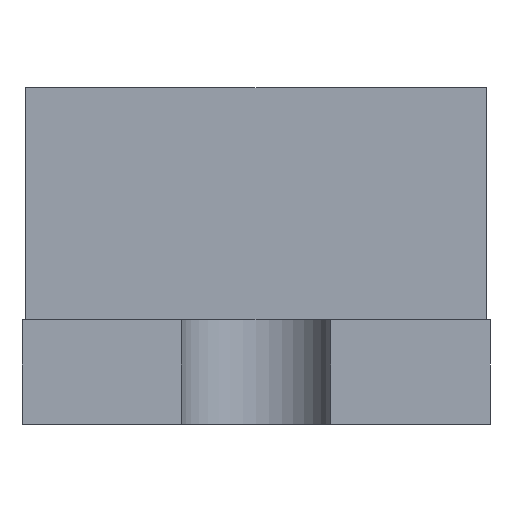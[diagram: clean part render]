
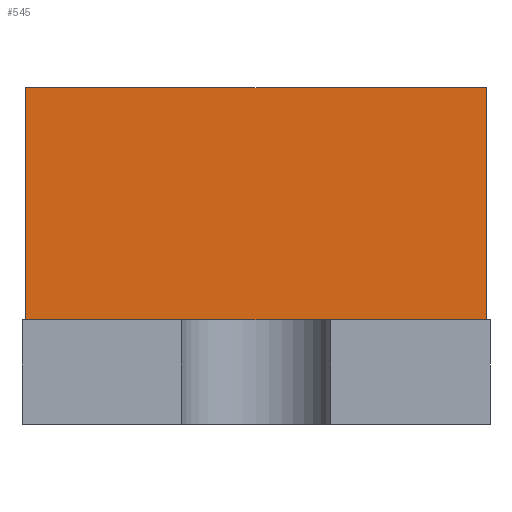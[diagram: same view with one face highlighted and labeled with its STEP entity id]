
A CAD part, front view. The second image highlights one B-rep face of the part: STEP entity #545.
In plain terms, the highlighted planar face has unit normal (0, -1, 0).
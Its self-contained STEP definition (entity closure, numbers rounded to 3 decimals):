
#30=PLANE('',#596);
#56=FACE_OUTER_BOUND('',#84,.T.);
#84=EDGE_LOOP('',(#451,#452,#453,#454));
#154=LINE('',#858,#222);
#155=LINE('',#861,#223);
#158=LINE('',#867,#226);
#159=LINE('',#868,#227);
#222=VECTOR('',#702,1.);
#223=VECTOR('',#705,1.);
#226=VECTOR('',#710,1.);
#227=VECTOR('',#711,1.);
#276=VERTEX_POINT('',#852);
#278=VERTEX_POINT('',#856);
#279=VERTEX_POINT('',#860);
#281=VERTEX_POINT('',#866);
#342=EDGE_CURVE('',#276,#278,#154,.T.);
#343=EDGE_CURVE('',#279,#276,#155,.T.);
#346=EDGE_CURVE('',#281,#278,#158,.T.);
#347=EDGE_CURVE('',#279,#281,#159,.T.);
#451=ORIENTED_EDGE('',*,*,#342,.T.);
#452=ORIENTED_EDGE('',*,*,#346,.F.);
#453=ORIENTED_EDGE('',*,*,#347,.F.);
#454=ORIENTED_EDGE('',*,*,#343,.T.);
#545=ADVANCED_FACE('',(#56),#30,.F.);
#596=AXIS2_PLACEMENT_3D('',#865,#708,#709);
#702=DIRECTION('',(1.,0.,0.));
#705=DIRECTION('',(0.,0.,-1.));
#708=DIRECTION('center_axis',(0.,1.,0.));
#709=DIRECTION('ref_axis',(0.,0.,-1.));
#710=DIRECTION('',(0.,0.,-1.));
#711=DIRECTION('',(1.,0.,0.));
#852=CARTESIAN_POINT('',(-0.615,-0.7,0.28));
#856=CARTESIAN_POINT('',(0.615,-0.7,0.28));
#858=CARTESIAN_POINT('',(0.615,-0.7,0.28));
#860=CARTESIAN_POINT('',(-0.615,-0.7,0.9));
#861=CARTESIAN_POINT('',(-0.615,-0.7,0.9));
#865=CARTESIAN_POINT('Origin',(0.615,-0.7,0.9));
#866=CARTESIAN_POINT('',(0.615,-0.7,0.9));
#867=CARTESIAN_POINT('',(0.615,-0.7,0.9));
#868=CARTESIAN_POINT('',(0.615,-0.7,0.9));
